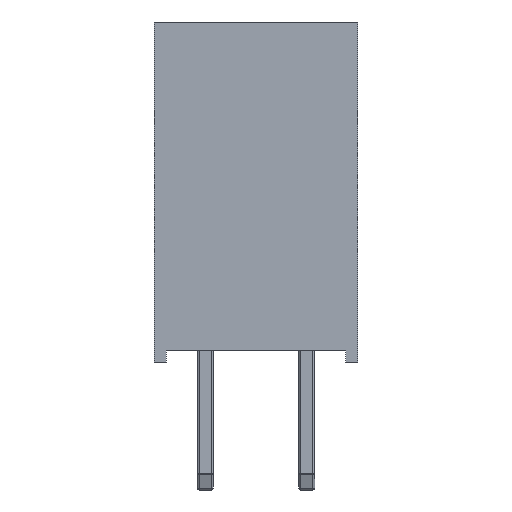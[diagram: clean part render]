
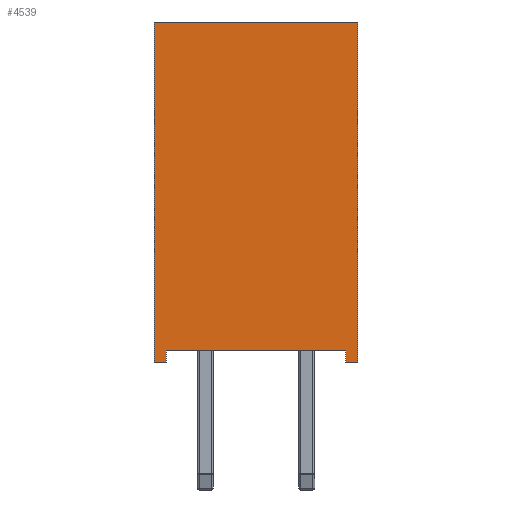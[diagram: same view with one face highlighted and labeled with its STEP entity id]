
A CAD part, left-side view. The second image highlights one B-rep face of the part: STEP entity #4539.
In plain terms, the highlighted planar face has unit normal (-1, 0, 0).
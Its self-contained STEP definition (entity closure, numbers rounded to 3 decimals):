
#566=FACE_OUTER_BOUND('',#856,.T.);
#856=EDGE_LOOP('',(#2916,#2917,#2918,#2919,#2920,#2921,#2922,#2923));
#1178=LINE('',#7055,#1526);
#1179=LINE('',#7058,#1527);
#1181=LINE('',#7062,#1529);
#1182=LINE('',#7064,#1530);
#1183=LINE('',#7066,#1531);
#1184=LINE('',#7068,#1532);
#1185=LINE('',#7070,#1533);
#1186=LINE('',#7071,#1534);
#1526=VECTOR('',#5506,10.);
#1527=VECTOR('',#5509,10.);
#1529=VECTOR('',#5513,10.);
#1530=VECTOR('',#5514,10.);
#1531=VECTOR('',#5515,10.);
#1532=VECTOR('',#5516,10.);
#1533=VECTOR('',#5517,10.);
#1534=VECTOR('',#5518,10.);
#1872=VERTEX_POINT('',#7051);
#1873=VERTEX_POINT('',#7053);
#1874=VERTEX_POINT('',#7057);
#1875=VERTEX_POINT('',#7061);
#1876=VERTEX_POINT('',#7063);
#1877=VERTEX_POINT('',#7065);
#1878=VERTEX_POINT('',#7067);
#1879=VERTEX_POINT('',#7069);
#2250=EDGE_CURVE('',#1872,#1873,#1178,.T.);
#2251=EDGE_CURVE('',#1874,#1872,#1179,.T.);
#2253=EDGE_CURVE('',#1873,#1875,#1181,.T.);
#2254=EDGE_CURVE('',#1875,#1876,#1182,.T.);
#2255=EDGE_CURVE('',#1876,#1877,#1183,.T.);
#2256=EDGE_CURVE('',#1877,#1878,#1184,.T.);
#2257=EDGE_CURVE('',#1879,#1878,#1185,.T.);
#2258=EDGE_CURVE('',#1874,#1879,#1186,.T.);
#2916=ORIENTED_EDGE('',*,*,#2253,.T.);
#2917=ORIENTED_EDGE('',*,*,#2254,.T.);
#2918=ORIENTED_EDGE('',*,*,#2255,.T.);
#2919=ORIENTED_EDGE('',*,*,#2256,.T.);
#2920=ORIENTED_EDGE('',*,*,#2257,.F.);
#2921=ORIENTED_EDGE('',*,*,#2258,.F.);
#2922=ORIENTED_EDGE('',*,*,#2251,.T.);
#2923=ORIENTED_EDGE('',*,*,#2250,.T.);
#4210=PLANE('',#4883);
#4539=ADVANCED_FACE('',(#566),#4210,.T.);
#4883=AXIS2_PLACEMENT_3D('',#7060,#5511,#5512);
#5506=DIRECTION('',(0.,0.,1.));
#5509=DIRECTION('',(0.,-1.,0.));
#5511=DIRECTION('center_axis',(-1.,0.,0.));
#5512=DIRECTION('ref_axis',(0.,-1.,0.));
#5513=DIRECTION('',(0.,-1.,0.));
#5514=DIRECTION('',(0.,0.,-1.));
#5515=DIRECTION('',(0.,-1.,0.));
#5516=DIRECTION('',(0.,0.,1.));
#5517=DIRECTION('',(0.,-1.,0.));
#5518=DIRECTION('',(0.,0.,1.));
#7051=CARTESIAN_POINT('',(-1.27,3.51,0.));
#7053=CARTESIAN_POINT('',(-1.27,3.51,0.3));
#7055=CARTESIAN_POINT('',(-1.27,3.51,0.));
#7057=CARTESIAN_POINT('',(-1.27,3.81,0.));
#7058=CARTESIAN_POINT('',(-1.27,3.81,0.));
#7060=CARTESIAN_POINT('Origin',(-1.27,1.27,0.));
#7061=CARTESIAN_POINT('',(-1.27,-0.97,0.3));
#7062=CARTESIAN_POINT('',(-1.27,1.27,0.3));
#7063=CARTESIAN_POINT('',(-1.27,-0.97,0.));
#7064=CARTESIAN_POINT('',(-1.27,-0.97,0.));
#7065=CARTESIAN_POINT('',(-1.27,-1.27,0.));
#7066=CARTESIAN_POINT('',(-1.27,1.27,0.));
#7067=CARTESIAN_POINT('',(-1.27,-1.27,8.5));
#7068=CARTESIAN_POINT('',(-1.27,-1.27,0.));
#7069=CARTESIAN_POINT('',(-1.27,3.81,8.5));
#7070=CARTESIAN_POINT('',(-1.27,3.81,8.5));
#7071=CARTESIAN_POINT('',(-1.27,3.81,0.));
